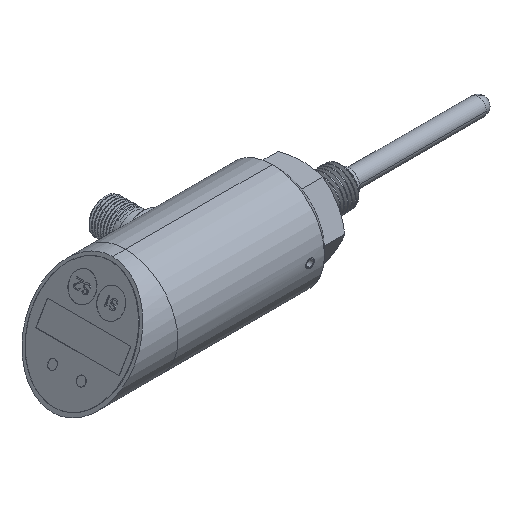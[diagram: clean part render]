
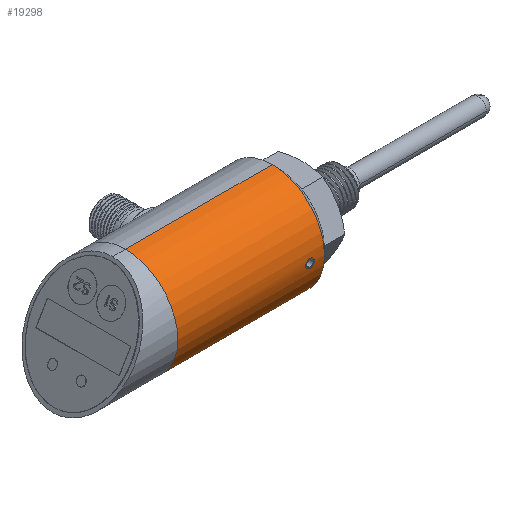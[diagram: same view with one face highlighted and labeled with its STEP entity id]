
A CAD part, isometric view. The second image highlights one B-rep face of the part: STEP entity #19298.
In plain terms, the highlighted cylindrical face has radius 18.2 mm (diameter 36.4 mm), a partial arc.
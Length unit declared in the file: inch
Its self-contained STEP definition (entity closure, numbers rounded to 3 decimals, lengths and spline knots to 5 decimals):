
#141 = CARTESIAN_POINT ( 'NONE',  ( 0.32848, -0.71498, -0.04724 ) ) ;
#180 = CARTESIAN_POINT ( 'NONE',  ( 0.36364, -0.71555, 0.03782 ) ) ;
#284 = CARTESIAN_POINT ( 'NONE',  ( 0.38189, -0.71654, 0.00621 ) ) ;
#319 = LINE ( 'NONE', #9878, #5307 ) ;
#579 = EDGE_CURVE ( 'NONE', #19453, #2112, #20253, .T. ) ;
#618 = ORIENTED_EDGE ( 'NONE', *, *, #20467, .T. ) ;
#755 = DIRECTION ( 'NONE',  ( 1., 0., 0. ) ) ;
#838 = CARTESIAN_POINT ( 'NONE',  ( 0.31089, -0.71535, 0.0413 ) ) ;
#1717 = EDGE_CURVE ( 'NONE', #7401, #2970, #11747, .T. ) ;
#1809 = CARTESIAN_POINT ( 'NONE',  ( 0.35844, -0.71535, 0.04128 ) ) ;
#1967 = CARTESIAN_POINT ( 'NONE',  ( -1.47638, 0., 0.71654 ) ) ;
#2022 = ORIENTED_EDGE ( 'NONE', *, *, #20252, .F. ) ;
#2112 = VERTEX_POINT ( 'NONE', #16572 ) ;
#2213 = VERTEX_POINT ( 'NONE', #7857 ) ;
#2672 = CARTESIAN_POINT ( 'NONE',  ( 0.33465, -0.71498, 0.04724 ) ) ;
#2970 = VERTEX_POINT ( 'NONE', #4272 ) ;
#4272 = CARTESIAN_POINT ( 'NONE',  ( 0.5315, 0., -0.71654 ) ) ;
#4445 = ORIENTED_EDGE ( 'NONE', *, *, #579, .T. ) ;
#4808 = VERTEX_POINT ( 'NONE', #2672 ) ;
#4811 = EDGE_LOOP ( 'NONE', ( #6781, #618 ) ) ;
#4938 = CARTESIAN_POINT ( 'NONE',  ( 0.36367, -0.71555, -0.03778 ) ) ;
#5136 = CARTESIAN_POINT ( 'NONE',  ( 0.38065, -0.71645, -0.0124 ) ) ;
#5307 = VECTOR ( 'NONE', #8313, 39.37008 ) ;
#5348 = CARTESIAN_POINT ( 'NONE',  ( 0.33465, -0.71498, -0.04724 ) ) ;
#5724 = CARTESIAN_POINT ( 'NONE',  ( 0.2874, -0.71654, -0.00621 ) ) ;
#5762 = DIRECTION ( 'NONE',  ( -1., 0., 0. ) ) ;
#6452 = EDGE_CURVE ( 'NONE', #13350, #7401, #16728, .T. ) ;
#6462 = CARTESIAN_POINT ( 'NONE',  ( 0.32229, -0.71506, -0.04602 ) ) ;
#6508 = CARTESIAN_POINT ( 'NONE',  ( 0.5315, 0., 0. ) ) ;
#6763 = DIRECTION ( 'NONE',  ( 1., 0., 0. ) ) ;
#6781 = ORIENTED_EDGE ( 'NONE', *, *, #11841, .T. ) ;
#6797 = CARTESIAN_POINT ( 'NONE',  ( 0.3759, -0.71616, -0.02384 ) ) ;
#7377 = CARTESIAN_POINT ( 'NONE',  ( 0.29683, -0.71596, -0.029 ) ) ;
#7401 = VERTEX_POINT ( 'NONE', #19869 ) ;
#7857 = CARTESIAN_POINT ( 'NONE',  ( 0.33465, -0.71498, -0.04724 ) ) ;
#8164 = CARTESIAN_POINT ( 'NONE',  ( 0.3584, -0.71535, -0.0413 ) ) ;
#8274 = CARTESIAN_POINT ( 'NONE',  ( 0.37246, -0.71596, 0.029 ) ) ;
#8313 = DIRECTION ( 'NONE',  ( 1., 0., 0. ) ) ;
#8384 = CARTESIAN_POINT ( 'NONE',  ( 0.34081, -0.71498, 0.04724 ) ) ;
#8486 = CARTESIAN_POINT ( 'NONE',  ( 0.34081, -0.71498, -0.04724 ) ) ;
#8599 = DIRECTION ( 'NONE',  ( -1., 0., 0. ) ) ;
#8653 = CARTESIAN_POINT ( 'NONE',  ( 0.28864, -0.71645, 0.0124 ) ) ;
#8702 = EDGE_CURVE ( 'NONE', #2970, #19453, #14058, .T. ) ;
#8828 = ORIENTED_EDGE ( 'NONE', *, *, #6452, .T. ) ;
#8909 = ORIENTED_EDGE ( 'NONE', *, *, #8702, .T. ) ;
#9499 = CYLINDRICAL_SURFACE ( 'NONE', #9975, 0.71654 ) ;
#9635 = CARTESIAN_POINT ( 'NONE',  ( 0.38189, -0.71654, -0.00628 ) ) ;
#9738 = CARTESIAN_POINT ( 'NONE',  ( 0.34703, -0.71506, -0.04601 ) ) ;
#9878 = CARTESIAN_POINT ( 'NONE',  ( -1.58071, 0., 0.71654 ) ) ;
#9906 = CARTESIAN_POINT ( 'NONE',  ( 0.5315, -0.71654, 0. ) ) ;
#9975 = AXIS2_PLACEMENT_3D ( 'NONE', #11134, #20495, #12381 ) ;
#10063 = B_SPLINE_CURVE_WITH_KNOTS ( 'NONE', 3,
 ( #14354, #141, #6462, #12784, #16826, #7377, #11943, #15058, #5724, #10494, #8653, #13593, #12149, #10294, #838, #10394, #14957, #10200 ),
 .UNSPECIFIED., .F., .F.,
 ( 4, 2, 2, 2, 2, 2, 2, 2, 4 ),
 ( 0.00563, 0.0061, 0.00657, 0.00704, 0.0075, 0.00797, 0.00844, 0.00891, 0.00938 ),
 .UNSPECIFIED. ) ;
#10200 = CARTESIAN_POINT ( 'NONE',  ( 0.33465, -0.71498, 0.04724 ) ) ;
#10294 = CARTESIAN_POINT ( 'NONE',  ( 0.30562, -0.71555, 0.03778 ) ) ;
#10394 = CARTESIAN_POINT ( 'NONE',  ( 0.32226, -0.71506, 0.04601 ) ) ;
#10494 = CARTESIAN_POINT ( 'NONE',  ( 0.28741, -0.71654, 0.00628 ) ) ;
#11134 = CARTESIAN_POINT ( 'NONE',  ( -1.58071, 0., 0. ) ) ;
#11274 = CARTESIAN_POINT ( 'NONE',  ( 0.37239, -0.71596, -0.02908 ) ) ;
#11730 = AXIS2_PLACEMENT_3D ( 'NONE', #6508, #8599, #17812 ) ;
#11747 = LINE ( 'NONE', #13505, #12825 ) ;
#11841 = EDGE_CURVE ( 'NONE', #4808, #2213, #15417, .T. ) ;
#11943 = CARTESIAN_POINT ( 'NONE',  ( 0.29337, -0.71616, -0.0238 ) ) ;
#12149 = CARTESIAN_POINT ( 'NONE',  ( 0.2969, -0.71596, 0.02908 ) ) ;
#12381 = DIRECTION ( 'NONE',  ( 0., 0., -1. ) ) ;
#12784 = CARTESIAN_POINT ( 'NONE',  ( 0.31085, -0.71535, -0.04128 ) ) ;
#12825 = VECTOR ( 'NONE', #6763, 39.37008 ) ;
#12861 = EDGE_LOOP ( 'NONE', ( #2022, #8828, #18487, #8909, #4445 ) ) ;
#13350 = VERTEX_POINT ( 'NONE', #1967 ) ;
#13505 = CARTESIAN_POINT ( 'NONE',  ( -1.58071, 0., -0.71654 ) ) ;
#13593 = CARTESIAN_POINT ( 'NONE',  ( 0.29339, -0.71616, 0.02384 ) ) ;
#13750 = AXIS2_PLACEMENT_3D ( 'NONE', #14763, #755, #17881 ) ;
#14058 = CIRCLE ( 'NONE', #11730, 0.71654 ) ;
#14354 = CARTESIAN_POINT ( 'NONE',  ( 0.33465, -0.71498, -0.04724 ) ) ;
#14593 = CARTESIAN_POINT ( 'NONE',  ( 0.347, -0.71506, 0.04602 ) ) ;
#14763 = CARTESIAN_POINT ( 'NONE',  ( -1.47638, 0., 0. ) ) ;
#14957 = CARTESIAN_POINT ( 'NONE',  ( 0.32848, -0.71498, 0.04724 ) ) ;
#15058 = CARTESIAN_POINT ( 'NONE',  ( 0.28863, -0.71645, -0.01235 ) ) ;
#15262 = AXIS2_PLACEMENT_3D ( 'NONE', #16458, #5762, #16758 ) ;
#15417 = B_SPLINE_CURVE_WITH_KNOTS ( 'NONE', 3,
 ( #19564, #8384, #14593, #1809, #180, #8274, #17907, #15940, #284, #9635, #5136, #6797, #11274, #4938, #8164, #9738, #8486, #5348 ),
 .UNSPECIFIED., .F., .F.,
 ( 4, 2, 2, 2, 2, 2, 2, 2, 4 ),
 ( 0.00188, 0.00235, 0.00281, 0.00328, 0.00375, 0.00422, 0.00469, 0.00516, 0.00563 ),
 .UNSPECIFIED. ) ;
#15940 = CARTESIAN_POINT ( 'NONE',  ( 0.38067, -0.71645, 0.01235 ) ) ;
#16458 = CARTESIAN_POINT ( 'NONE',  ( 0.5315, 0., 0. ) ) ;
#16572 = CARTESIAN_POINT ( 'NONE',  ( 0.5315, 0., 0.71654 ) ) ;
#16728 = CIRCLE ( 'NONE', #13750, 0.71654 ) ;
#16758 = DIRECTION ( 'NONE',  ( 0., 0., -1. ) ) ;
#16826 = CARTESIAN_POINT ( 'NONE',  ( 0.30565, -0.71555, -0.03782 ) ) ;
#17268 = FACE_BOUND ( 'NONE', #4811, .T. ) ;
#17812 = DIRECTION ( 'NONE',  ( 0., 0., -1. ) ) ;
#17881 = DIRECTION ( 'NONE',  ( 0., 0., -1. ) ) ;
#17907 = CARTESIAN_POINT ( 'NONE',  ( 0.37593, -0.71616, 0.0238 ) ) ;
#18487 = ORIENTED_EDGE ( 'NONE', *, *, #1717, .T. ) ;
#18611 = FACE_OUTER_BOUND ( 'NONE', #12861, .T. ) ;
#19298 = ADVANCED_FACE ( 'NONE', ( #18611, #17268 ), #9499, .T. ) ;
#19453 = VERTEX_POINT ( 'NONE', #9906 ) ;
#19564 = CARTESIAN_POINT ( 'NONE',  ( 0.33465, -0.71498, 0.04724 ) ) ;
#19869 = CARTESIAN_POINT ( 'NONE',  ( -1.47638, 0., -0.71654 ) ) ;
#20252 = EDGE_CURVE ( 'NONE', #13350, #2112, #319, .T. ) ;
#20253 = CIRCLE ( 'NONE', #15262, 0.71654 ) ;
#20467 = EDGE_CURVE ( 'NONE', #2213, #4808, #10063, .T. ) ;
#20495 = DIRECTION ( 'NONE',  ( 1., 0., 0. ) ) ;
